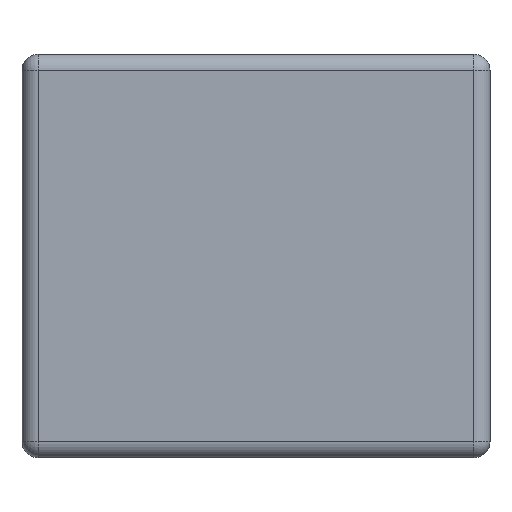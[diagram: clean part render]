
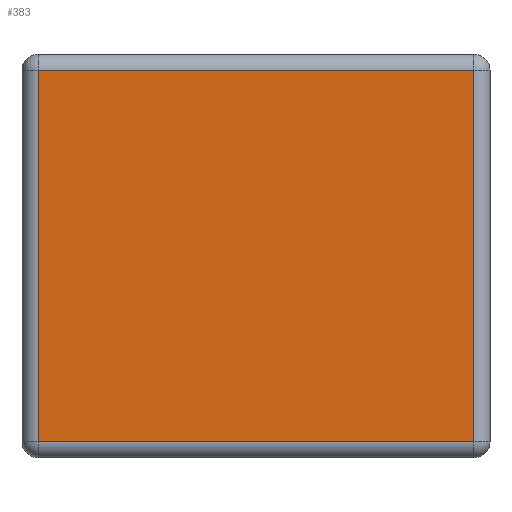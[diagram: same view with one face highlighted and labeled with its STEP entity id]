
A CAD part, left-side view. The second image highlights one B-rep face of the part: STEP entity #383.
In plain terms, the highlighted planar face has unit normal (-1, 0, 0).
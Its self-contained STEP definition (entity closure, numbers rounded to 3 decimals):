
#29 = DIRECTION ( 'NONE',  ( 0., 0., 1. ) ) ;
#128 = EDGE_CURVE ( 'NONE', #1179, #1266, #520, .T. ) ;
#139 = CARTESIAN_POINT ( 'NONE',  ( -1., 1.4, -0.625 ) ) ;
#165 = CARTESIAN_POINT ( 'NONE',  ( -1., 1.45, -0.625 ) ) ;
#168 = EDGE_CURVE ( 'NONE', #216, #1179, #959, .T. ) ;
#169 = VECTOR ( 'NONE', #666, 1000. ) ;
#216 = VERTEX_POINT ( 'NONE', #839 ) ;
#260 = DIRECTION ( 'NONE',  ( 0., 0., -1. ) ) ;
#283 = EDGE_LOOP ( 'NONE', ( #722, #686, #950, #1104 ) ) ;
#333 = CARTESIAN_POINT ( 'NONE',  ( -1., 1.4, 0.575 ) ) ;
#383 = ADVANCED_FACE ( 'NONE', ( #987 ), #456, .F. ) ;
#407 = DIRECTION ( 'NONE',  ( 0., 1., 0. ) ) ;
#442 = EDGE_CURVE ( 'NONE', #758, #216, #957, .T. ) ;
#456 = PLANE ( 'NONE',  #1165 ) ;
#520 = LINE ( 'NONE', #1006, #771 ) ;
#533 = CARTESIAN_POINT ( 'NONE',  ( -1., 0.05, -0.625 ) ) ;
#606 = DIRECTION ( 'NONE',  ( 0., 0., -1. ) ) ;
#666 = DIRECTION ( 'NONE',  ( 0., -1., 0. ) ) ;
#686 = ORIENTED_EDGE ( 'NONE', *, *, #442, .T. ) ;
#696 = VECTOR ( 'NONE', #29, 1000. ) ;
#722 = ORIENTED_EDGE ( 'NONE', *, *, #998, .T. ) ;
#758 = VERTEX_POINT ( 'NONE', #989 ) ;
#771 = VECTOR ( 'NONE', #407, 1000. ) ;
#839 = CARTESIAN_POINT ( 'NONE',  ( -1., 0.05, -0.575 ) ) ;
#864 = LINE ( 'NONE', #139, #1148 ) ;
#950 = ORIENTED_EDGE ( 'NONE', *, *, #168, .T. ) ;
#957 = LINE ( 'NONE', #1268, #169 ) ;
#959 = LINE ( 'NONE', #533, #696 ) ;
#987 = FACE_OUTER_BOUND ( 'NONE', #283, .T. ) ;
#989 = CARTESIAN_POINT ( 'NONE',  ( -1., 1.4, -0.575 ) ) ;
#998 = EDGE_CURVE ( 'NONE', #1266, #758, #864, .T. ) ;
#1006 = CARTESIAN_POINT ( 'NONE',  ( -1., 1.45, 0.575 ) ) ;
#1096 = CARTESIAN_POINT ( 'NONE',  ( -1., 0.05, 0.575 ) ) ;
#1104 = ORIENTED_EDGE ( 'NONE', *, *, #128, .T. ) ;
#1148 = VECTOR ( 'NONE', #606, 1000. ) ;
#1165 = AXIS2_PLACEMENT_3D ( 'NONE', #165, #1244, #260 ) ;
#1179 = VERTEX_POINT ( 'NONE', #1096 ) ;
#1244 = DIRECTION ( 'NONE',  ( 1., 0., 0. ) ) ;
#1266 = VERTEX_POINT ( 'NONE', #333 ) ;
#1268 = CARTESIAN_POINT ( 'NONE',  ( -1., 1.45, -0.575 ) ) ;
